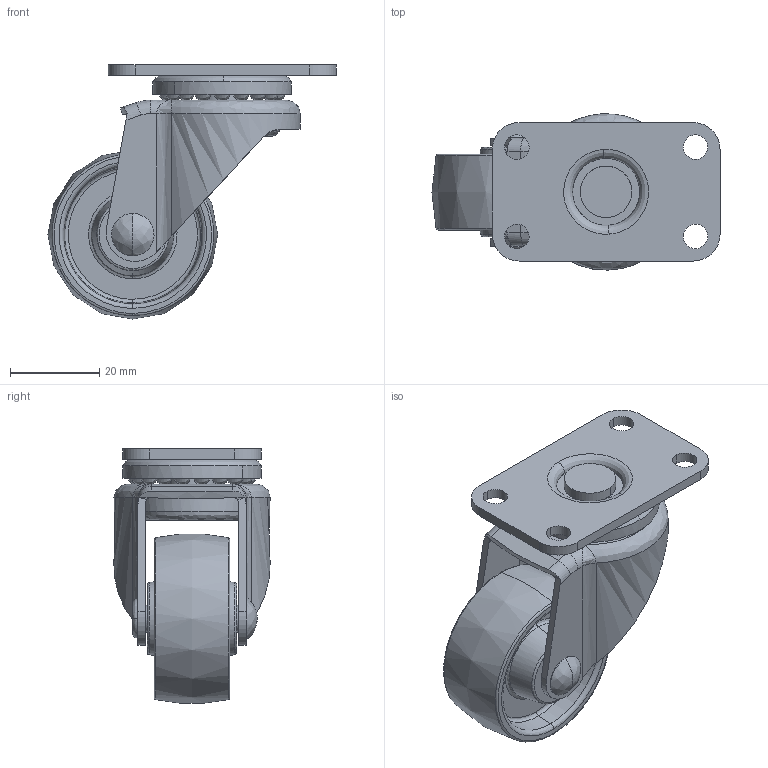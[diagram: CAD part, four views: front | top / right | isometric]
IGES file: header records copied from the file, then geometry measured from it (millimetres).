
Start section: ------------------------------------------------------------------------
Global section: file name: PC002.1388.TCA_420E_U40_20457.igs; native system: spGate; preprocessor: ver19.8.4 (****-****-****-****); author: Unknown; organization: Unknown; date: 240611.160505; units: millimetre
Bounding box: 64.5 x 35 x 56.9 mm (x, y, z)
Volume: 27395.9 mm3; surface area: 18729.7 mm2
Topology: 5 solids, 5 shells, 193 faces, 510 edges, 334 vertices
Faces by surface type: bspline 193
